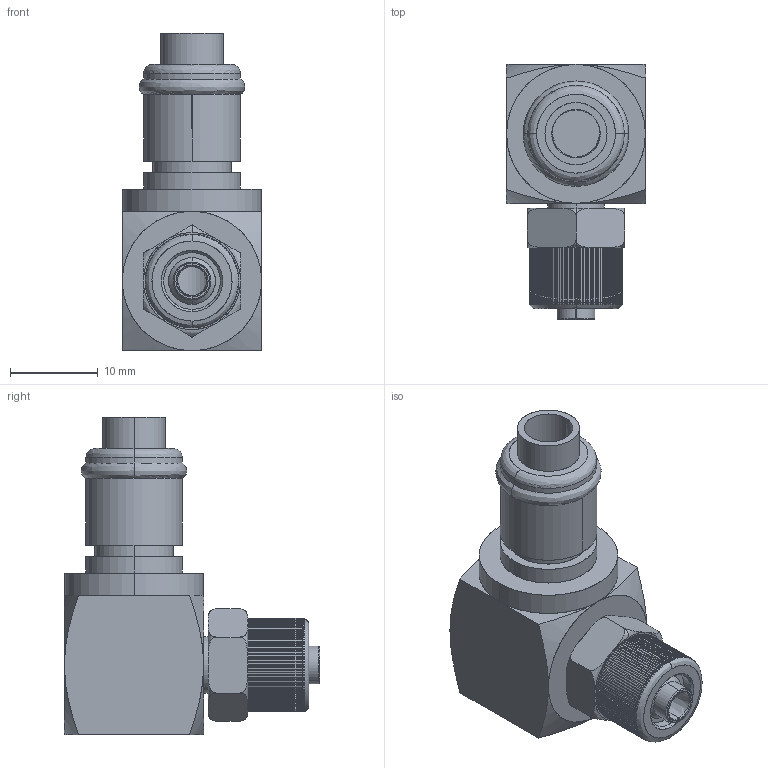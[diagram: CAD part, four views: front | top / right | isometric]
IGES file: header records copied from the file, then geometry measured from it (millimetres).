
Start section: SolidWorks IGES file using analytic representation for surfaces
Global section: file name: 40CBV-PB10-04.IGS; native system: SolidWorks 2017; preprocessor: SolidWorks 2017; author: wtsang; date: 170109.082651; units: inch
Bounding box: 15.9 x 29.13 x 36.22 mm (x, y, z)
Surface area: 3560.7 mm2 (no closed solid volume)
Topology: 0 solids, 0 shells, 358 faces, 5425 edges, 5425 vertices
Faces by surface type: revolution 201, bspline 157
